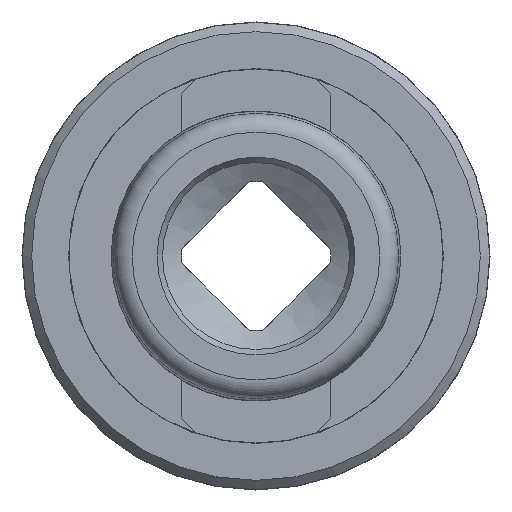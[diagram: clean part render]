
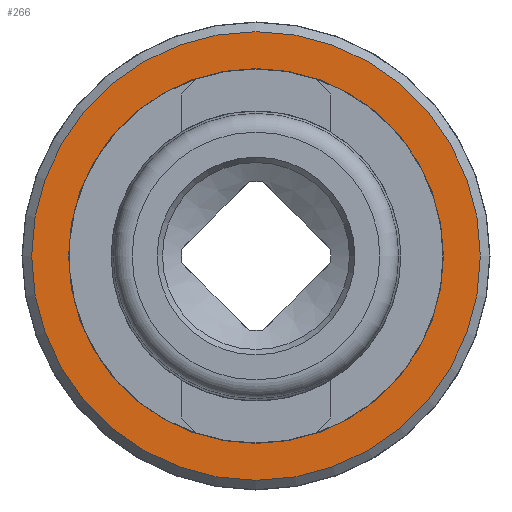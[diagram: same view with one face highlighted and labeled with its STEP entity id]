
A CAD part, left-side view. The second image highlights one B-rep face of the part: STEP entity #266.
In plain terms, the highlighted planar face has unit normal (-1, 0, 0).
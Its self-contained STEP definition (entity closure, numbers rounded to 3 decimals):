
#266 = ADVANCED_FACE( '', ( #597, #598 ), #599, .F. );
#597 = FACE_OUTER_BOUND( '', #996, .T. );
#598 = FACE_BOUND( '', #997, .T. );
#599 = PLANE( '', #998 );
#996 = EDGE_LOOP( '', ( #1688 ) );
#997 = EDGE_LOOP( '', ( #1689 ) );
#998 = AXIS2_PLACEMENT_3D( '', #1690, #1691, #1692 );
#1688 = ORIENTED_EDGE( '', *, *, #2369, .T. );
#1689 = ORIENTED_EDGE( '', *, *, #2402, .T. );
#1690 = CARTESIAN_POINT( '', ( 0.5, 24., 0. ) );
#1691 = DIRECTION( '', ( 1., 0., 0. ) );
#1692 = DIRECTION( '', ( 0., 1., 0. ) );
#2369 = EDGE_CURVE( '', #2879, #2879, #2880, .T. );
#2402 = EDGE_CURVE( '', #2923, #2923, #2924, .T. );
#2879 = VERTEX_POINT( '', #3568 );
#2880 = CIRCLE( '', #3569, 24. );
#2923 = VERTEX_POINT( '', #3640 );
#2924 = CIRCLE( '', #3641, 20.05 );
#3568 = CARTESIAN_POINT( '', ( 0.5, -24., 0. ) );
#3569 = AXIS2_PLACEMENT_3D( '', #4100, #4101, #4102 );
#3640 = CARTESIAN_POINT( '', ( 0.5, -20.05, 0. ) );
#3641 = AXIS2_PLACEMENT_3D( '', #4127, #4128, #4129 );
#4100 = CARTESIAN_POINT( '', ( 0.5, 0., 0. ) );
#4101 = DIRECTION( '', ( -1., 0., 0. ) );
#4102 = DIRECTION( '', ( 0., -1., 0. ) );
#4127 = CARTESIAN_POINT( '', ( 0.5, 0., 0. ) );
#4128 = DIRECTION( '', ( 1., 0., 0. ) );
#4129 = DIRECTION( '', ( 0., -1., 0. ) );
